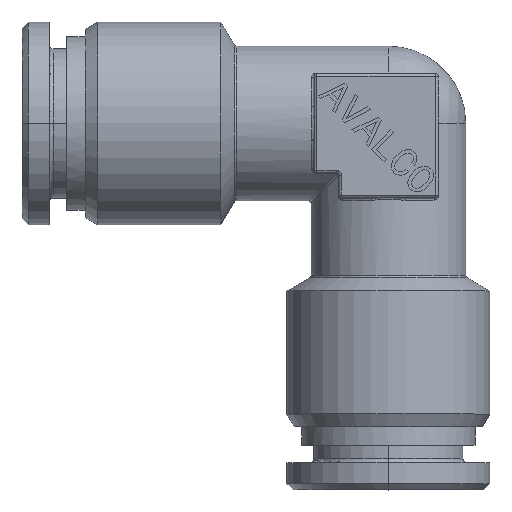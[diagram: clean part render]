
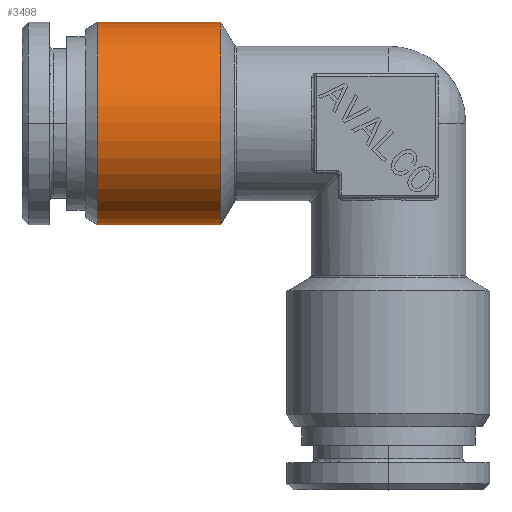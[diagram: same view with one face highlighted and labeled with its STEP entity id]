
A CAD part, top view. The second image highlights one B-rep face of the part: STEP entity #3498.
In plain terms, the highlighted cylindrical face has radius 8.2 mm (diameter 16.4 mm), a partial arc.
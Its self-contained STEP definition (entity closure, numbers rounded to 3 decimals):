
#3259=CARTESIAN_POINT('Axis2P3D Location',(-23.48,0.,0.)) ;
#3263=CARTESIAN_POINT('Vertex',(-23.48,8.2,0.)) ;
#3265=CARTESIAN_POINT('Vertex',(-23.48,-8.2,0.)) ;
#3468=CARTESIAN_POINT('Axis2P3D Location',(-24.575,0.,0.)) ;
#3473=CARTESIAN_POINT('Line Origine',(-24.575,-8.2,0.)) ;
#3477=CARTESIAN_POINT('Vertex',(-13.538,-8.2,0.)) ;
#3480=CARTESIAN_POINT('Axis2P3D Location',(-13.538,0.,0.)) ;
#3484=CARTESIAN_POINT('Vertex',(-13.538,8.2,0.)) ;
#3487=CARTESIAN_POINT('Line Origine',(-24.575,8.2,0.)) ;
#3260=DIRECTION('Axis2P3D Direction',(1.,0.,0.)) ;
#3469=DIRECTION('Axis2P3D Direction',(1.,0.,0.)) ;
#3470=DIRECTION('Axis2P3D XDirection',(0.,1.,0.)) ;
#3474=DIRECTION('Vector Direction',(1.,0.,0.)) ;
#3481=DIRECTION('Axis2P3D Direction',(1.,0.,0.)) ;
#3488=DIRECTION('Vector Direction',(1.,0.,0.)) ;
#3261=AXIS2_PLACEMENT_3D('Circle Axis2P3D',#3259,#3260,$) ;
#3471=AXIS2_PLACEMENT_3D('Cylinder Axis2P3D',#3468,#3469,#3470) ;
#3482=AXIS2_PLACEMENT_3D('Circle Axis2P3D',#3480,#3481,$) ;
#3493=ORIENTED_EDGE('',*,*,#3267,.T.) ;
#3494=ORIENTED_EDGE('',*,*,#3479,.T.) ;
#3495=ORIENTED_EDGE('',*,*,#3486,.F.) ;
#3496=ORIENTED_EDGE('',*,*,#3491,.T.) ;
#3475=VECTOR('Line Direction',#3474,1.) ;
#3489=VECTOR('Line Direction',#3488,1.) ;
#3498=ADVANCED_FACE('MANIFOLD_SOLID_BREP #6080',(#3497),#3472,.T.) ;
#3262=CIRCLE('generated circle',#3261,8.2) ;
#3483=CIRCLE('generated circle',#3482,8.2) ;
#3472=CYLINDRICAL_SURFACE('generated cylinder',#3471,8.2) ;
#3267=EDGE_CURVE('',#3264,#3266,#3262,.T.) ;
#3479=EDGE_CURVE('',#3266,#3478,#3476,.T.) ;
#3486=EDGE_CURVE('',#3485,#3478,#3483,.T.) ;
#3491=EDGE_CURVE('',#3485,#3264,#3490,.F.) ;
#3492=EDGE_LOOP('',(#3493,#3494,#3495,#3496)) ;
#3497=FACE_OUTER_BOUND('',#3492,.T.) ;
#3476=LINE('Line',#3473,#3475) ;
#3490=LINE('Line',#3487,#3489) ;
#3264=VERTEX_POINT('',#3263) ;
#3266=VERTEX_POINT('',#3265) ;
#3478=VERTEX_POINT('',#3477) ;
#3485=VERTEX_POINT('',#3484) ;
